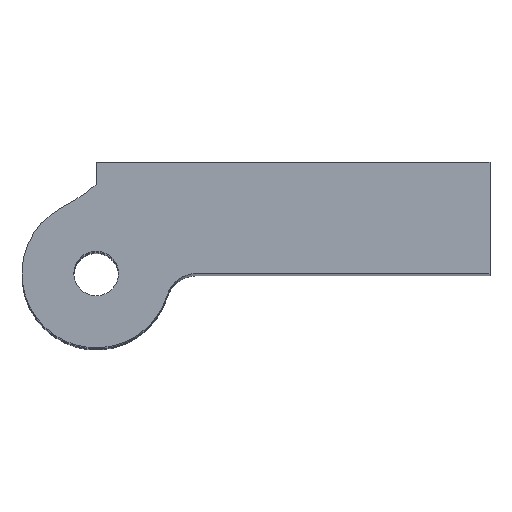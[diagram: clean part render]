
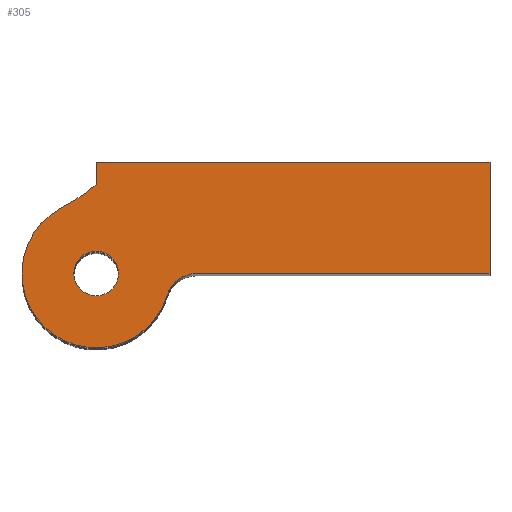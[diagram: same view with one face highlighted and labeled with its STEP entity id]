
A CAD part, top view. The second image highlights one B-rep face of the part: STEP entity #305.
In plain terms, the highlighted planar face has unit normal (0, 0, 1).
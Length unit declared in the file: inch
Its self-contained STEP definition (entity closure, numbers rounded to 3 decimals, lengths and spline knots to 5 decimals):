
#17=FACE_BOUND('',#60,.T.);
#25=PLANE('',#361);
#41=FACE_OUTER_BOUND('',#59,.T.);
#59=EDGE_LOOP('',(#269,#270,#271,#272,#273,#274,#275));
#60=EDGE_LOOP('',(#276));
#64=CIRCLE('',#331,0.125);
#76=CIRCLE('',#351,0.02083);
#77=CIRCLE('',#354,0.015);
#79=CIRCLE('',#359,0.05);
#93=LINE('',#508,#117);
#100=LINE('',#526,#124);
#102=LINE('',#535,#126);
#104=LINE('',#538,#128);
#117=VECTOR('',#413,0.3937);
#124=VECTOR('',#432,0.3937);
#126=VECTOR('',#442,0.3937);
#128=VECTOR('',#446,0.3937);
#129=VERTEX_POINT('',#459);
#132=VERTEX_POINT('',#464);
#148=VERTEX_POINT('',#507);
#151=VERTEX_POINT('',#518);
#152=VERTEX_POINT('',#520);
#153=VERTEX_POINT('',#524);
#154=VERTEX_POINT('',#528);
#156=VERTEX_POINT('',#534);
#160=EDGE_CURVE('',#132,#129,#64,.T.);
#180=EDGE_CURVE('',#148,#129,#93,.T.);
#187=EDGE_CURVE('',#151,#152,#76,.T.);
#190=EDGE_CURVE('',#151,#153,#100,.T.);
#191=EDGE_CURVE('',#154,#154,#77,.T.);
#194=EDGE_CURVE('',#156,#148,#102,.T.);
#196=EDGE_CURVE('',#153,#156,#104,.T.);
#197=EDGE_CURVE('',#132,#152,#79,.T.);
#269=ORIENTED_EDGE('',*,*,#160,.F.);
#270=ORIENTED_EDGE('',*,*,#197,.T.);
#271=ORIENTED_EDGE('',*,*,#187,.F.);
#272=ORIENTED_EDGE('',*,*,#190,.T.);
#273=ORIENTED_EDGE('',*,*,#196,.T.);
#274=ORIENTED_EDGE('',*,*,#194,.T.);
#275=ORIENTED_EDGE('',*,*,#180,.T.);
#276=ORIENTED_EDGE('',*,*,#191,.T.);
#305=ADVANCED_FACE('',(#41,#17),#25,.T.);
#331=AXIS2_PLACEMENT_3D('',#466,#371,#372);
#351=AXIS2_PLACEMENT_3D('',#521,#426,#427);
#354=AXIS2_PLACEMENT_3D('',#529,#435,#436);
#359=AXIS2_PLACEMENT_3D('',#540,#449,#450);
#361=AXIS2_PLACEMENT_3D('',#542,#453,#454);
#371=DIRECTION('center_axis',(0.,0.,1.));
#372=DIRECTION('ref_axis',(0.462,-0.887,0.));
#413=DIRECTION('',(0.,-1.,0.));
#426=DIRECTION('center_axis',(0.,0.,1.));
#427=DIRECTION('ref_axis',(-0.594,0.804,0.));
#432=DIRECTION('',(1.,0.,0.));
#435=DIRECTION('center_axis',(0.,0.,-1.));
#436=DIRECTION('ref_axis',(-1.,0.,0.));
#442=DIRECTION('',(-1.,0.,0.));
#446=DIRECTION('',(0.,1.,0.));
#449=DIRECTION('center_axis',(0.,0.,1.));
#450=DIRECTION('ref_axis',(1.,0.,0.));
#453=DIRECTION('center_axis',(0.,0.,1.));
#454=DIRECTION('ref_axis',(1.,0.,0.));
#459=CARTESIAN_POINT('',(0.,0.05989,0.299));
#464=CARTESIAN_POINT('',(-0.02311,0.04434,0.299));
#466=CARTESIAN_POINT('Origin',(-0.0809,0.15518,0.299));
#507=CARTESIAN_POINT('',(0.,0.075,0.299));
#508=CARTESIAN_POINT('',(0.,0.075,0.299));
#518=CARTESIAN_POINT('',(0.0677,0.,0.299));
#520=CARTESIAN_POINT('',(0.04779,-0.01471,0.299));
#521=CARTESIAN_POINT('Origin',(0.0677,-0.02083,0.299));
#524=CARTESIAN_POINT('',(0.265,0.,0.299));
#526=CARTESIAN_POINT('',(0.015,0.,0.299));
#528=CARTESIAN_POINT('',(0.015,0.,0.299));
#529=CARTESIAN_POINT('Origin',(0.,0.,0.299));
#534=CARTESIAN_POINT('',(0.265,0.075,0.299));
#535=CARTESIAN_POINT('',(0.265,0.075,0.299));
#538=CARTESIAN_POINT('',(0.265,0.,0.299));
#540=CARTESIAN_POINT('Origin',(0.,0.,0.299));
#542=CARTESIAN_POINT('Origin',(0.,0.,0.299));
